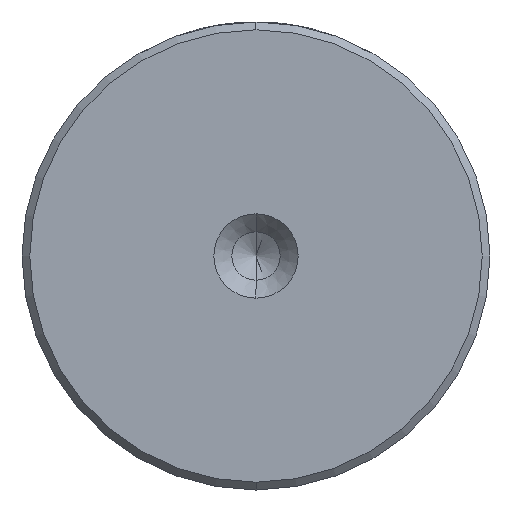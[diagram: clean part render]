
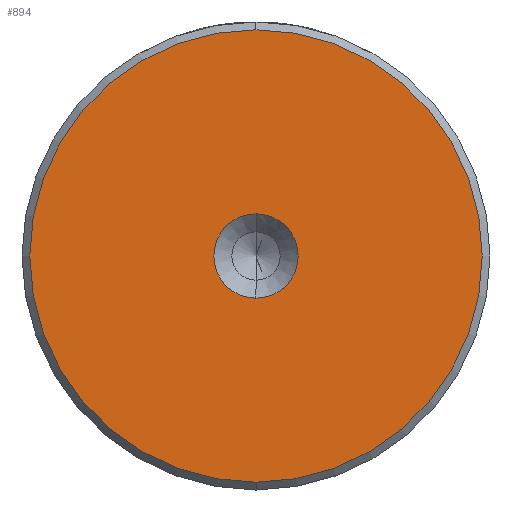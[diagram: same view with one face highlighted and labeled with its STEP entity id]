
A CAD part, left-side view. The second image highlights one B-rep face of the part: STEP entity #894.
In plain terms, the highlighted planar face has unit normal (-1, 0, 0).
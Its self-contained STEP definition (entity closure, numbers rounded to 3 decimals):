
#184 = AXIS2_PLACEMENT_3D ( 'NONE', #192, #2110, #460 ) ;
#192 = CARTESIAN_POINT ( 'NONE',  ( 0., 0., 0. ) ) ;
#246 = DIRECTION ( 'NONE',  ( 0., 0., 1. ) ) ;
#386 = VERTEX_POINT ( 'NONE', #2116 ) ;
#423 = VERTEX_POINT ( 'NONE', #1468 ) ;
#453 = EDGE_LOOP ( 'NONE', ( #3547, #1480 ) ) ;
#460 = DIRECTION ( 'NONE',  ( 0., 0., 1. ) ) ;
#488 = FACE_BOUND ( 'NONE', #453, .T. ) ;
#599 = CARTESIAN_POINT ( 'NONE',  ( 0., 0., 2.7 ) ) ;
#679 = PLANE ( 'NONE',  #961 ) ;
#723 = DIRECTION ( 'NONE',  ( -1., 0., 0. ) ) ;
#830 = CARTESIAN_POINT ( 'NONE',  ( 0., 0., 0. ) ) ;
#894 = ADVANCED_FACE ( 'NONE', ( #1949, #488 ), #679, .T. ) ;
#941 = CARTESIAN_POINT ( 'NONE',  ( 0., 0., 0. ) ) ;
#961 = AXIS2_PLACEMENT_3D ( 'NONE', #941, #3477, #1782 ) ;
#982 = CARTESIAN_POINT ( 'NONE',  ( 0., 0., -14.5 ) ) ;
#1101 = VERTEX_POINT ( 'NONE', #599 ) ;
#1102 = DIRECTION ( 'NONE',  ( 0., 0., 1. ) ) ;
#1114 = AXIS2_PLACEMENT_3D ( 'NONE', #3578, #1884, #246 ) ;
#1390 = ORIENTED_EDGE ( 'NONE', *, *, #1562, .T. ) ;
#1436 = EDGE_CURVE ( 'NONE', #1971, #423, #2437, .T. ) ;
#1468 = CARTESIAN_POINT ( 'NONE',  ( 0., 0., 14.5 ) ) ;
#1480 = ORIENTED_EDGE ( 'NONE', *, *, #1967, .F. ) ;
#1530 = AXIS2_PLACEMENT_3D ( 'NONE', #830, #2787, #1102 ) ;
#1562 = EDGE_CURVE ( 'NONE', #423, #1971, #2921, .T. ) ;
#1782 = DIRECTION ( 'NONE',  ( 0., 0., 1. ) ) ;
#1850 = CIRCLE ( 'NONE', #3468, 2.7 ) ;
#1884 = DIRECTION ( 'NONE',  ( -1., 0., 0. ) ) ;
#1949 = FACE_OUTER_BOUND ( 'NONE', #2377, .T. ) ;
#1967 = EDGE_CURVE ( 'NONE', #386, #1101, #1850, .T. ) ;
#1971 = VERTEX_POINT ( 'NONE', #982 ) ;
#2033 = ORIENTED_EDGE ( 'NONE', *, *, #1436, .T. ) ;
#2110 = DIRECTION ( 'NONE',  ( -1., 0., 0. ) ) ;
#2116 = CARTESIAN_POINT ( 'NONE',  ( 0., 0., -2.7 ) ) ;
#2377 = EDGE_LOOP ( 'NONE', ( #2033, #1390 ) ) ;
#2388 = CARTESIAN_POINT ( 'NONE',  ( 0., 0., 0. ) ) ;
#2437 = CIRCLE ( 'NONE', #1530, 14.5 ) ;
#2675 = DIRECTION ( 'NONE',  ( 0., 0., 1. ) ) ;
#2787 = DIRECTION ( 'NONE',  ( -1., 0., 0. ) ) ;
#2838 = EDGE_CURVE ( 'NONE', #1101, #386, #3555, .T. ) ;
#2921 = CIRCLE ( 'NONE', #184, 14.5 ) ;
#3468 = AXIS2_PLACEMENT_3D ( 'NONE', #2388, #723, #2675 ) ;
#3477 = DIRECTION ( 'NONE',  ( -1., 0., 0. ) ) ;
#3547 = ORIENTED_EDGE ( 'NONE', *, *, #2838, .F. ) ;
#3555 = CIRCLE ( 'NONE', #1114, 2.7 ) ;
#3578 = CARTESIAN_POINT ( 'NONE',  ( 0., 0., 0. ) ) ;
